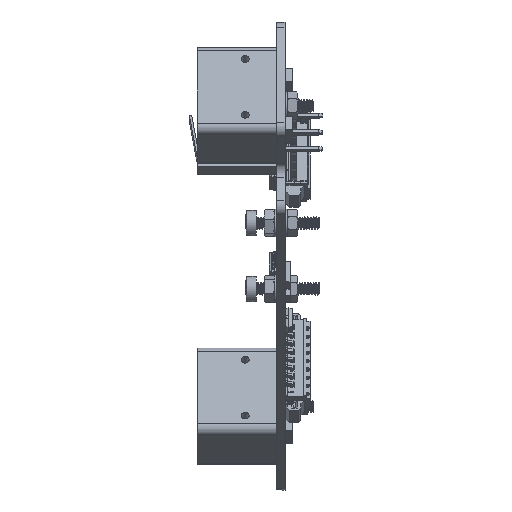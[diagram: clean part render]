
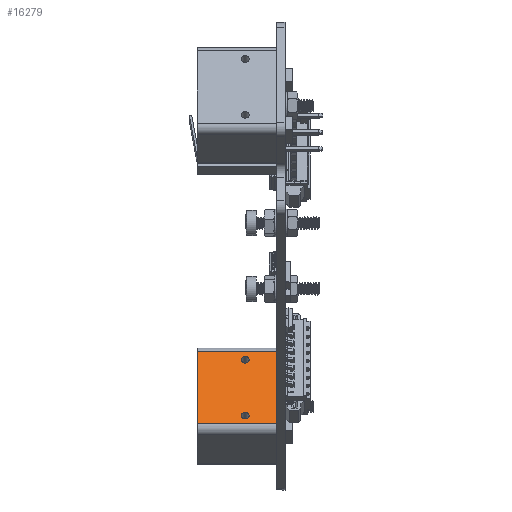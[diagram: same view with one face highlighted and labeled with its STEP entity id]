
A CAD part, left-side view. The second image highlights one B-rep face of the part: STEP entity #16279.
In plain terms, the highlighted face is planar.
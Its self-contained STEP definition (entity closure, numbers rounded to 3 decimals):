
#539=FACE_BOUND('',#2096,.T.);
#540=FACE_BOUND('',#2097,.T.);
#651=CIRCLE('',#17503,0.5);
#654=CIRCLE('',#17507,0.5);
#1158=FACE_OUTER_BOUND('',#2095,.T.);
#2095=EDGE_LOOP('',(#11409,#11410,#11411,#11412));
#2096=EDGE_LOOP('',(#11413));
#2097=EDGE_LOOP('',(#11414));
#3150=LINE('',#23620,#5092);
#3155=LINE('',#23632,#5097);
#3162=LINE('',#23657,#5104);
#3163=LINE('',#23659,#5105);
#5092=VECTOR('',#19220,10.);
#5097=VECTOR('',#19231,10.);
#5104=VECTOR('',#19256,10.);
#5105=VECTOR('',#19259,10.);
#6986=VERTEX_POINT('',#23554);
#6989=VERTEX_POINT('',#23562);
#7007=VERTEX_POINT('',#23617);
#7008=VERTEX_POINT('',#23619);
#7012=VERTEX_POINT('',#23631);
#7020=VERTEX_POINT('',#23653);
#8642=EDGE_CURVE('',#6986,#6986,#651,.T.);
#8646=EDGE_CURVE('',#6989,#6989,#654,.T.);
#8672=EDGE_CURVE('',#7007,#7008,#3150,.T.);
#8678=EDGE_CURVE('',#7012,#7008,#3155,.T.);
#8691=EDGE_CURVE('',#7012,#7020,#3162,.T.);
#8692=EDGE_CURVE('',#7020,#7007,#3163,.T.);
#11409=ORIENTED_EDGE('',*,*,#8672,.F.);
#11410=ORIENTED_EDGE('',*,*,#8692,.F.);
#11411=ORIENTED_EDGE('',*,*,#8691,.F.);
#11412=ORIENTED_EDGE('',*,*,#8678,.T.);
#11413=ORIENTED_EDGE('',*,*,#8642,.T.);
#11414=ORIENTED_EDGE('',*,*,#8646,.T.);
#15530=PLANE('',#17532);
#16279=ADVANCED_FACE('',(#1158,#539,#540),#15530,.T.);
#17503=AXIS2_PLACEMENT_3D('',#23556,#19161,#19162);
#17507=AXIS2_PLACEMENT_3D('',#23564,#19170,#19171);
#17532=AXIS2_PLACEMENT_3D('',#23658,#19257,#19258);
#19161=DIRECTION('center_axis',(0.,0.,1.));
#19162=DIRECTION('ref_axis',(1.,0.,0.));
#19170=DIRECTION('center_axis',(0.,0.,1.));
#19171=DIRECTION('ref_axis',(1.,0.,0.));
#19220=DIRECTION('',(0.,-1.,0.));
#19231=DIRECTION('',(-1.,0.,0.));
#19256=DIRECTION('',(0.,1.,0.));
#19257=DIRECTION('center_axis',(0.,0.,-1.));
#19258=DIRECTION('ref_axis',(-1.,0.,0.));
#19259=DIRECTION('',(-1.,0.,0.));
#23554=CARTESIAN_POINT('',(-11.25,4.,-8.5));
#23556=CARTESIAN_POINT('Origin',(-10.75,4.,-8.5));
#23562=CARTESIAN_POINT('',(-2.75,4.,-8.5));
#23564=CARTESIAN_POINT('Origin',(-2.25,4.,-8.5));
#23617=CARTESIAN_POINT('',(-12.,10.06,-8.5));
#23619=CARTESIAN_POINT('',(-12.,0.,-8.5));
#23620=CARTESIAN_POINT('',(-12.,0.,-8.5));
#23631=CARTESIAN_POINT('',(-1.,0.,-8.5));
#23632=CARTESIAN_POINT('',(0.,0.,-8.5));
#23653=CARTESIAN_POINT('',(-1.,10.06,-8.5));
#23657=CARTESIAN_POINT('',(-1.,0.,-8.5));
#23658=CARTESIAN_POINT('Origin',(0.,0.,-8.5));
#23659=CARTESIAN_POINT('',(0.,10.06,-8.5));
